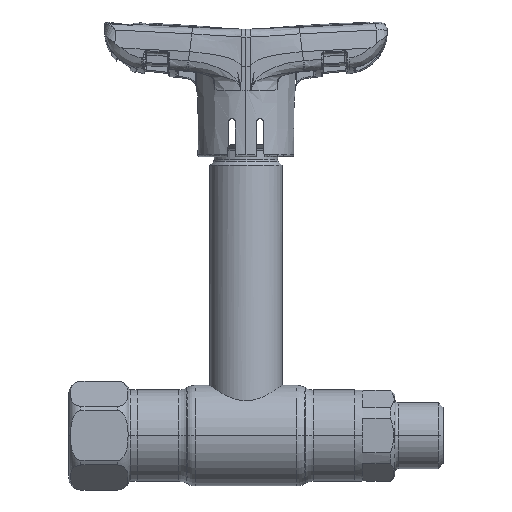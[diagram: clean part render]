
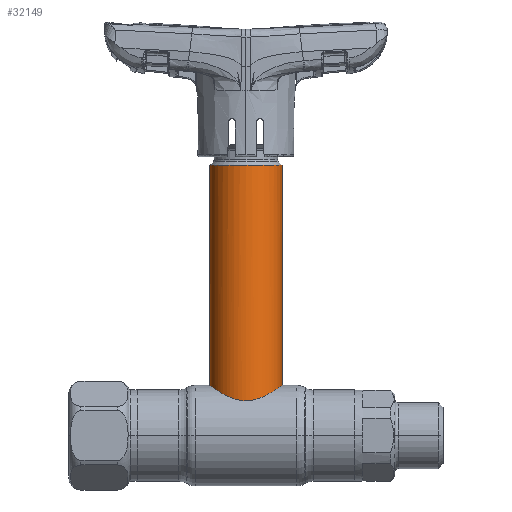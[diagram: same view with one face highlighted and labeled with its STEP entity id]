
A CAD part, top view. The second image highlights one B-rep face of the part: STEP entity #32149.
In plain terms, the highlighted cylindrical face has radius 9 mm (diameter 18 mm), a partial arc.
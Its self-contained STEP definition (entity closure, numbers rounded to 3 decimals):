
#102 = DIRECTION ( 'NONE',  ( 0., -1., 0. ) ) ;
#2505 = VERTEX_POINT ( 'NONE', #49228 ) ;
#3190 = CARTESIAN_POINT ( 'NONE',  ( -7.592, 11.527, 4.842 ) ) ;
#3472 = CARTESIAN_POINT ( 'NONE',  ( 3.784, 9.461, 8.171 ) ) ;
#3502 = DIRECTION ( 'NONE',  ( 0., -1., 0. ) ) ;
#4069 = CARTESIAN_POINT ( 'NONE',  ( 2.98, 9.159, 8.512 ) ) ;
#5193 = CARTESIAN_POINT ( 'NONE',  ( 8.921, 12.443, 1.229 ) ) ;
#6607 = FACE_OUTER_BOUND ( 'NONE', #16556, .T. ) ;
#7001 = EDGE_CURVE ( 'NONE', #2505, #51800, #39841, .T. ) ;
#7232 = B_SPLINE_CURVE_WITH_KNOTS ( 'NONE', 3,
 ( #26070, #29552, #12471, #30408, #7291, #52196, #15961, #20902, #12193, #25784, #3190, #38577, #24923, #16833, #34783, #30108, #29827, #43470, #7571, #52482, #34213, #47852, #56825, #20604, #51316, #12766, #56253, #8434, #42887, #43749, #4069, #3472, #38279, #21783, #11637, #55968, #16251, #25215, #51908, #29265, #33919, #47567, #11909, #13618, #35071, #26633, #5193, #26350, #44881, #52779 ),
 .UNSPECIFIED., .F., .F.,
 ( 4, 2, 2, 2, 2, 2, 2, 2, 2, 2, 2, 2, 2, 2, 2, 2, 2, 2, 2, 2, 2, 2, 2, 2, 4 ),
 ( 0., 0.002, 0.003, 0.004, 0.005, 0.006, 0.007, 0.009, 0.011, 0.012, 0.013, 0.014, 0.015, 0.016, 0.017, 0.018, 0.019, 0.02, 0.022, 0.023, 0.024, 0.026, 0.028, 0.028, 0.029 ),
 .UNSPECIFIED. ) ;
#7291 = CARTESIAN_POINT ( 'NONE',  ( -8.676, 12.268, 2.414 ) ) ;
#7571 = CARTESIAN_POINT ( 'NONE',  ( -2.97, 9.165, 8.501 ) ) ;
#7991 = CARTESIAN_POINT ( 'NONE',  ( 9., 12.5, 0. ) ) ;
#8341 = DIRECTION ( 'NONE',  ( 0., -1., 0. ) ) ;
#8434 = CARTESIAN_POINT ( 'NONE',  ( 1.225, 8.756, 8.921 ) ) ;
#8689 = ORIENTED_EDGE ( 'NONE', *, *, #47575, .T. ) ;
#8746 = CARTESIAN_POINT ( 'NONE',  ( -9., 0., 0. ) ) ;
#11637 = CARTESIAN_POINT ( 'NONE',  ( 4.793, 9.909, 7.623 ) ) ;
#11909 = CARTESIAN_POINT ( 'NONE',  ( 8.034, 11.823, 4.099 ) ) ;
#12129 = CIRCLE ( 'NONE', #13980, 9. ) ;
#12193 = CARTESIAN_POINT ( 'NONE',  ( -8.027, 11.819, 4.08 ) ) ;
#12471 = CARTESIAN_POINT ( 'NONE',  ( -8.936, 12.454, 1.228 ) ) ;
#12766 = CARTESIAN_POINT ( 'NONE',  ( 0.312, 8.675, 9. ) ) ;
#13027 = CARTESIAN_POINT ( 'NONE',  ( 0., 67.169, 0. ) ) ;
#13618 = CARTESIAN_POINT ( 'NONE',  ( 8.506, 12.148, 3. ) ) ;
#13980 = AXIS2_PLACEMENT_3D ( 'NONE', #13027, #53330, #39118 ) ;
#15961 = CARTESIAN_POINT ( 'NONE',  ( -8.389, 12.068, 3.272 ) ) ;
#16251 = CARTESIAN_POINT ( 'NONE',  ( 5.931, 10.503, 6.794 ) ) ;
#16443 = VERTEX_POINT ( 'NONE', #35979 ) ;
#16556 = EDGE_LOOP ( 'NONE', ( #55360, #56804, #8689, #47503 ) ) ;
#16833 = CARTESIAN_POINT ( 'NONE',  ( -5.93, 10.503, 6.793 ) ) ;
#17872 = DIRECTION ( 'NONE',  ( -1., 0., 0. ) ) ;
#20604 = CARTESIAN_POINT ( 'NONE',  ( -0.611, 8.691, 8.985 ) ) ;
#20902 = CARTESIAN_POINT ( 'NONE',  ( -8.156, 11.907, 3.816 ) ) ;
#21783 = CARTESIAN_POINT ( 'NONE',  ( 4.551, 9.793, 7.77 ) ) ;
#24923 = CARTESIAN_POINT ( 'NONE',  ( -6.736, 10.978, 5.996 ) ) ;
#25215 = CARTESIAN_POINT ( 'NONE',  ( 6.537, 10.861, 6.192 ) ) ;
#25784 = CARTESIAN_POINT ( 'NONE',  ( -7.746, 11.629, 4.592 ) ) ;
#26070 = CARTESIAN_POINT ( 'NONE',  ( -9., 12.5, 0. ) ) ;
#26350 = CARTESIAN_POINT ( 'NONE',  ( 8.984, 12.489, 0.613 ) ) ;
#26633 = CARTESIAN_POINT ( 'NONE',  ( 8.874, 12.409, 1.533 ) ) ;
#29265 = CARTESIAN_POINT ( 'NONE',  ( 7.096, 11.206, 5.543 ) ) ;
#29463 = CYLINDRICAL_SURFACE ( 'NONE', #42169, 9. ) ;
#29552 = CARTESIAN_POINT ( 'NONE',  ( -9., 12.5, 0.621 ) ) ;
#29827 = CARTESIAN_POINT ( 'NONE',  ( -4.05, 9.561, 8.058 ) ) ;
#30108 = CARTESIAN_POINT ( 'NONE',  ( -4.549, 9.787, 7.786 ) ) ;
#30408 = CARTESIAN_POINT ( 'NONE',  ( -8.752, 12.323, 2.119 ) ) ;
#30878 = CARTESIAN_POINT ( 'NONE',  ( 0., 0., 0. ) ) ;
#32149 = ADVANCED_FACE ( 'NONE', ( #6607 ), #29463, .T. ) ;
#33919 = CARTESIAN_POINT ( 'NONE',  ( 7.268, 11.316, 5.316 ) ) ;
#34103 = VECTOR ( 'NONE', #3502, 1000. ) ;
#34213 = CARTESIAN_POINT ( 'NONE',  ( -2.114, 8.924, 8.753 ) ) ;
#34783 = CARTESIAN_POINT ( 'NONE',  ( -5.487, 10.257, 7.156 ) ) ;
#35071 = CARTESIAN_POINT ( 'NONE',  ( 8.688, 12.277, 2.426 ) ) ;
#35101 = LINE ( 'NONE', #8746, #34103 ) ;
#35979 = CARTESIAN_POINT ( 'NONE',  ( -9., 67.169, 0. ) ) ;
#38279 = CARTESIAN_POINT ( 'NONE',  ( 4.046, 9.569, 8.044 ) ) ;
#38577 = CARTESIAN_POINT ( 'NONE',  ( -7.101, 11.208, 5.56 ) ) ;
#39118 = DIRECTION ( 'NONE',  ( -1., 0., 0. ) ) ;
#39310 = VECTOR ( 'NONE', #102, 1000. ) ;
#39841 = LINE ( 'NONE', #40108, #39310 ) ;
#40108 = CARTESIAN_POINT ( 'NONE',  ( 9., 0., 0. ) ) ;
#41760 = EDGE_CURVE ( 'NONE', #2505, #16443, #12129, .T. ) ;
#42169 = AXIS2_PLACEMENT_3D ( 'NONE', #30878, #8341, #17872 ) ;
#42887 = CARTESIAN_POINT ( 'NONE',  ( 1.53, 8.804, 8.874 ) ) ;
#43470 = CARTESIAN_POINT ( 'NONE',  ( -3.248, 9.26, 8.398 ) ) ;
#43749 = CARTESIAN_POINT ( 'NONE',  ( 2.419, 8.987, 8.69 ) ) ;
#44881 = CARTESIAN_POINT ( 'NONE',  ( 9., 12.5, 0.306 ) ) ;
#47503 = ORIENTED_EDGE ( 'NONE', *, *, #49406, .T. ) ;
#47567 = CARTESIAN_POINT ( 'NONE',  ( 7.753, 11.632, 4.607 ) ) ;
#47575 = EDGE_CURVE ( 'NONE', #16443, #48157, #35101, .T. ) ;
#47852 = CARTESIAN_POINT ( 'NONE',  ( -1.525, 8.803, 8.875 ) ) ;
#48157 = VERTEX_POINT ( 'NONE', #54282 ) ;
#49228 = CARTESIAN_POINT ( 'NONE',  ( 9., 67.169, 0. ) ) ;
#49406 = EDGE_CURVE ( 'NONE', #48157, #51800, #7232, .T. ) ;
#51316 = CARTESIAN_POINT ( 'NONE',  ( -0.301, 8.674, 9. ) ) ;
#51800 = VERTEX_POINT ( 'NONE', #7991 ) ;
#51908 = CARTESIAN_POINT ( 'NONE',  ( 6.731, 10.979, 5.981 ) ) ;
#52196 = CARTESIAN_POINT ( 'NONE',  ( -8.494, 12.14, 2.992 ) ) ;
#52482 = CARTESIAN_POINT ( 'NONE',  ( -2.403, 8.997, 8.678 ) ) ;
#52779 = CARTESIAN_POINT ( 'NONE',  ( 9., 12.5, 0. ) ) ;
#53330 = DIRECTION ( 'NONE',  ( 0., -1., 0. ) ) ;
#54282 = CARTESIAN_POINT ( 'NONE',  ( -9., 12.5, 0. ) ) ;
#55360 = ORIENTED_EDGE ( 'NONE', *, *, #7001, .F. ) ;
#55968 = CARTESIAN_POINT ( 'NONE',  ( 5.496, 10.261, 7.15 ) ) ;
#56253 = CARTESIAN_POINT ( 'NONE',  ( 0.617, 8.691, 8.984 ) ) ;
#56804 = ORIENTED_EDGE ( 'NONE', *, *, #41760, .T. ) ;
#56825 = CARTESIAN_POINT ( 'NONE',  ( -1.224, 8.755, 8.922 ) ) ;
